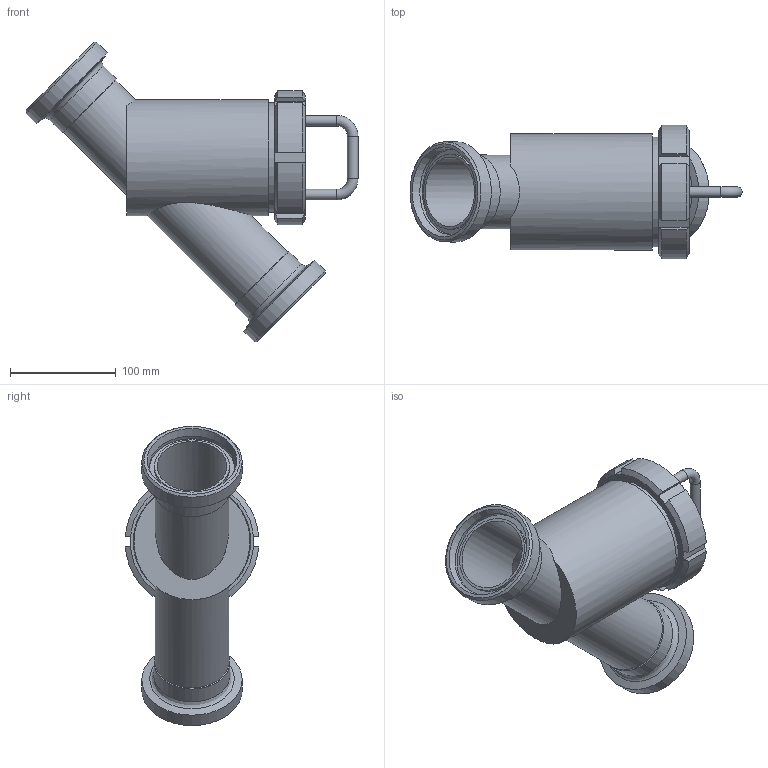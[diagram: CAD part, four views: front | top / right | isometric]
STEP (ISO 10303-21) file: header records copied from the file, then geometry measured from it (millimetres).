
FILE_DESCRIPTION((''),'2;1');
FILE_NAME('60300065X300.stp','2010-10-29T10:46:11',('Creator'),(''),'Autodesk Inventor 2010','Autodesk Inventor 2010','');
FILE_SCHEMA(('AUTOMOTIVE_DESIGN { 1 0 10303 214 1 1 1 1 }'));
Length unit declared in the file: millimetre
Products named in the file (1): 60300065X300
Bounding box: 314.58 x 126.61 x 283.55 mm (x, y, z)
Volume: 833076.2 mm3; surface area: 326125.8 mm2
Topology: 1 solids, 2 shells, 117 faces, 268 edges, 164 vertices
Faces by surface type: plane 43, cylinder 37, cone 33, torus 2, bspline 2
Full cylindrical faces by diameter (mm): 10 x3, 66 x3, 67 x1, 68 x1, 70 x2, 71 x3, 72 x2, 80.8 x2, 89.7 x1, 90 x1, 93 x1, 94 x1, 95 x2, 95.5 x2, 96 x1, 103 x1, 103.7 x1, 110 x2, 110.4 x1
Entity records: 3224 total; most frequent: CARTESIAN_POINT 890, DIRECTION 502, ORIENTED_EDGE 404, AXIS2_PLACEMENT_3D 239, EDGE_CURVE 202, EDGE_LOOP 192, VERTEX_POINT 150, FACE_OUTER_BOUND 117
